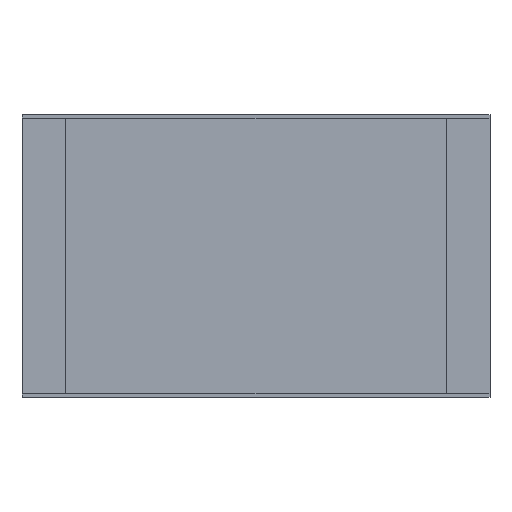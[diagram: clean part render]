
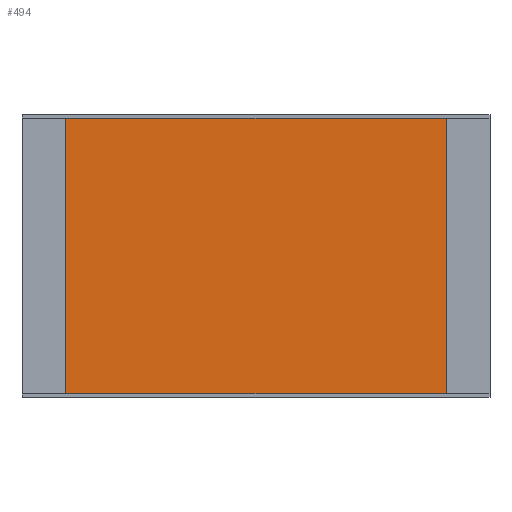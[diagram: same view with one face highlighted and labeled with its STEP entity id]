
A CAD part, front view. The second image highlights one B-rep face of the part: STEP entity #494.
In plain terms, the highlighted planar face has unit normal (0, -1, 0).
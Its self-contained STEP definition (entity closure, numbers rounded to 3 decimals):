
#22 = ORIENTED_EDGE ( 'NONE', *, *, #27, .F. ) ;
#27 = EDGE_CURVE ( 'NONE', #39, #472, #298, .T. ) ;
#33 = DIRECTION ( 'NONE',  ( 0., 0., -1. ) ) ;
#38 = CARTESIAN_POINT ( 'NONE',  ( 118.3, 32., 85.75 ) ) ;
#39 = VERTEX_POINT ( 'NONE', #522 ) ;
#40 = CARTESIAN_POINT ( 'NONE',  ( 118.3, 32., 87.95 ) ) ;
#43 = DIRECTION ( 'NONE',  ( 0., 0., -1. ) ) ;
#45 = DIRECTION ( 'NONE',  ( 0., -1., 0. ) ) ;
#46 = PLANE ( 'NONE',  #431 ) ;
#57 = EDGE_CURVE ( 'NONE', #501, #146, #529, .T. ) ;
#58 = CARTESIAN_POINT ( 'NONE',  ( -118.3, 32., -85.75 ) ) ;
#60 = CARTESIAN_POINT ( 'NONE',  ( -120.5, 32., 87.95 ) ) ;
#66 = VECTOR ( 'NONE', #177, 1000. ) ;
#71 = FACE_OUTER_BOUND ( 'NONE', #530, .T. ) ;
#109 = ORIENTED_EDGE ( 'NONE', *, *, #57, .T. ) ;
#115 = CARTESIAN_POINT ( 'NONE',  ( -118.3, 32., 87.95 ) ) ;
#138 = ORIENTED_EDGE ( 'NONE', *, *, #506, .F. ) ;
#146 = VERTEX_POINT ( 'NONE', #297 ) ;
#174 = VECTOR ( 'NONE', #33, 1000. ) ;
#177 = DIRECTION ( 'NONE',  ( -1., 0., 0. ) ) ;
#191 = ORIENTED_EDGE ( 'NONE', *, *, #193, .T. ) ;
#193 = EDGE_CURVE ( 'NONE', #146, #472, #375, .T. ) ;
#194 = CARTESIAN_POINT ( 'NONE',  ( -120.5, 32., -85.75 ) ) ;
#195 = VECTOR ( 'NONE', #597, 1000. ) ;
#245 = VECTOR ( 'NONE', #567, 1000. ) ;
#271 = LINE ( 'NONE', #40, #174 ) ;
#297 = CARTESIAN_POINT ( 'NONE',  ( -118.3, 32., 85.75 ) ) ;
#298 = LINE ( 'NONE', #194, #195 ) ;
#304 = CARTESIAN_POINT ( 'NONE',  ( -120.5, 32., 85.75 ) ) ;
#375 = LINE ( 'NONE', #115, #245 ) ;
#431 = AXIS2_PLACEMENT_3D ( 'NONE', #60, #45, #43 ) ;
#472 = VERTEX_POINT ( 'NONE', #58 ) ;
#494 = ADVANCED_FACE ( 'NONE', ( #71 ), #46, .T. ) ;
#501 = VERTEX_POINT ( 'NONE', #38 ) ;
#506 = EDGE_CURVE ( 'NONE', #501, #39, #271, .T. ) ;
#522 = CARTESIAN_POINT ( 'NONE',  ( 118.3, 32., -85.75 ) ) ;
#529 = LINE ( 'NONE', #304, #66 ) ;
#530 = EDGE_LOOP ( 'NONE', ( #22, #138, #109, #191 ) ) ;
#567 = DIRECTION ( 'NONE',  ( 0., 0., -1. ) ) ;
#597 = DIRECTION ( 'NONE',  ( -1., 0., 0. ) ) ;
